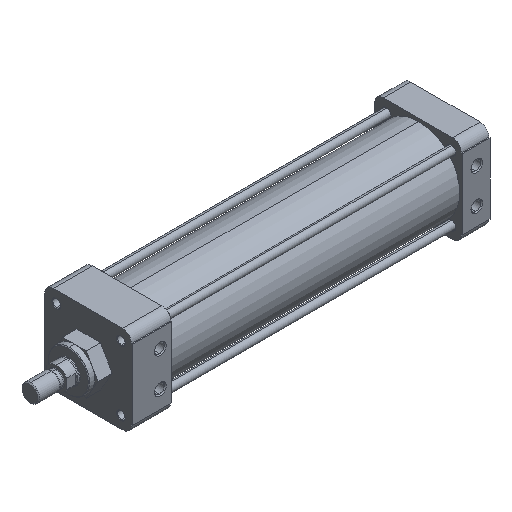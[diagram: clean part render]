
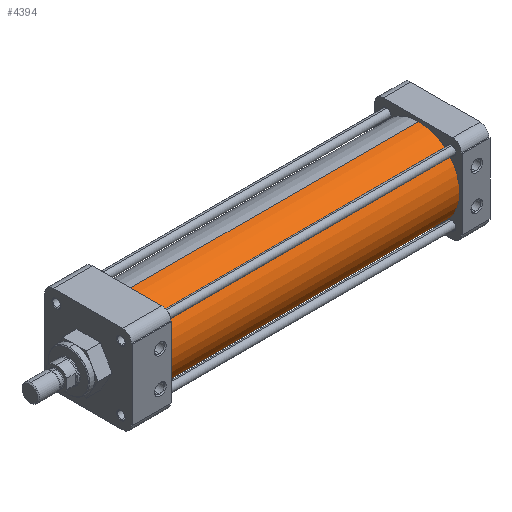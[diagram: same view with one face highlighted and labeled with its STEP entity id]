
A CAD part, isometric view. The second image highlights one B-rep face of the part: STEP entity #4394.
In plain terms, the highlighted cylindrical face has radius 44.45 mm (diameter 88.9 mm), a partial arc.
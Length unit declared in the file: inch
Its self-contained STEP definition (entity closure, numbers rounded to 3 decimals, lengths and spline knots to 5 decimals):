
#197 = VECTOR ( 'NONE', #6678, 39.37008 ) ;
#413 = CARTESIAN_POINT ( 'NONE',  ( 14.076, 0., 1.75 ) ) ;
#459 = ORIENTED_EDGE ( 'NONE', *, *, #11739, .F. ) ;
#509 = CIRCLE ( 'NONE', #1540, 1.75 ) ;
#554 = LINE ( 'NONE', #8812, #197 ) ;
#754 = AXIS2_PLACEMENT_3D ( 'NONE', #4075, #14142, #14050 ) ;
#1098 = VERTEX_POINT ( 'NONE', #1185 ) ;
#1185 = CARTESIAN_POINT ( 'NONE',  ( 14.076, 0., -1.75 ) ) ;
#1219 = EDGE_CURVE ( 'NONE', #2272, #1098, #554, .T. ) ;
#1306 = FACE_OUTER_BOUND ( 'NONE', #7520, .T. ) ;
#1540 = AXIS2_PLACEMENT_3D ( 'NONE', #6653, #14429, #7847 ) ;
#1894 = EDGE_CURVE ( 'NONE', #8701, #2272, #4549, .T. ) ;
#1986 = CARTESIAN_POINT ( 'NONE',  ( 14.076, 0., 0. ) ) ;
#2272 = VERTEX_POINT ( 'NONE', #8394 ) ;
#2302 = ORIENTED_EDGE ( 'NONE', *, *, #1894, .T. ) ;
#2819 = DIRECTION ( 'NONE',  ( 1., 0., 0. ) ) ;
#3254 = ORIENTED_EDGE ( 'NONE', *, *, #1219, .T. ) ;
#4075 = CARTESIAN_POINT ( 'NONE',  ( 1.67, 0., 0. ) ) ;
#4394 = ADVANCED_FACE ( 'NONE', ( #1306 ), #11337, .T. ) ;
#4549 = CIRCLE ( 'NONE', #754, 1.75 ) ;
#4646 = VECTOR ( 'NONE', #2819, 39.37008 ) ;
#6011 = CARTESIAN_POINT ( 'NONE',  ( 1.67, 0., 1.75 ) ) ;
#6653 = CARTESIAN_POINT ( 'NONE',  ( 14.076, 0., 0. ) ) ;
#6678 = DIRECTION ( 'NONE',  ( 1., 0., 0. ) ) ;
#7520 = EDGE_LOOP ( 'NONE', ( #459, #2302, #3254, #11493 ) ) ;
#7550 = VERTEX_POINT ( 'NONE', #413 ) ;
#7847 = DIRECTION ( 'NONE',  ( 0., 0., -1. ) ) ;
#8394 = CARTESIAN_POINT ( 'NONE',  ( 1.67, 0., -1.75 ) ) ;
#8701 = VERTEX_POINT ( 'NONE', #6011 ) ;
#8812 = CARTESIAN_POINT ( 'NONE',  ( 14.076, 0., -1.75 ) ) ;
#9717 = CARTESIAN_POINT ( 'NONE',  ( 14.076, 0., 1.75 ) ) ;
#10012 = DIRECTION ( 'NONE',  ( 1., 0., 0. ) ) ;
#10063 = DIRECTION ( 'NONE',  ( 0., 0., -1. ) ) ;
#10661 = LINE ( 'NONE', #9717, #4646 ) ;
#11337 = CYLINDRICAL_SURFACE ( 'NONE', #14595, 1.75 ) ;
#11379 = EDGE_CURVE ( 'NONE', #1098, #7550, #509, .T. ) ;
#11493 = ORIENTED_EDGE ( 'NONE', *, *, #11379, .T. ) ;
#11739 = EDGE_CURVE ( 'NONE', #8701, #7550, #10661, .T. ) ;
#14050 = DIRECTION ( 'NONE',  ( 0., 0., -1. ) ) ;
#14142 = DIRECTION ( 'NONE',  ( 1., 0., 0. ) ) ;
#14429 = DIRECTION ( 'NONE',  ( -1., 0., 0. ) ) ;
#14595 = AXIS2_PLACEMENT_3D ( 'NONE', #1986, #10012, #10063 ) ;
